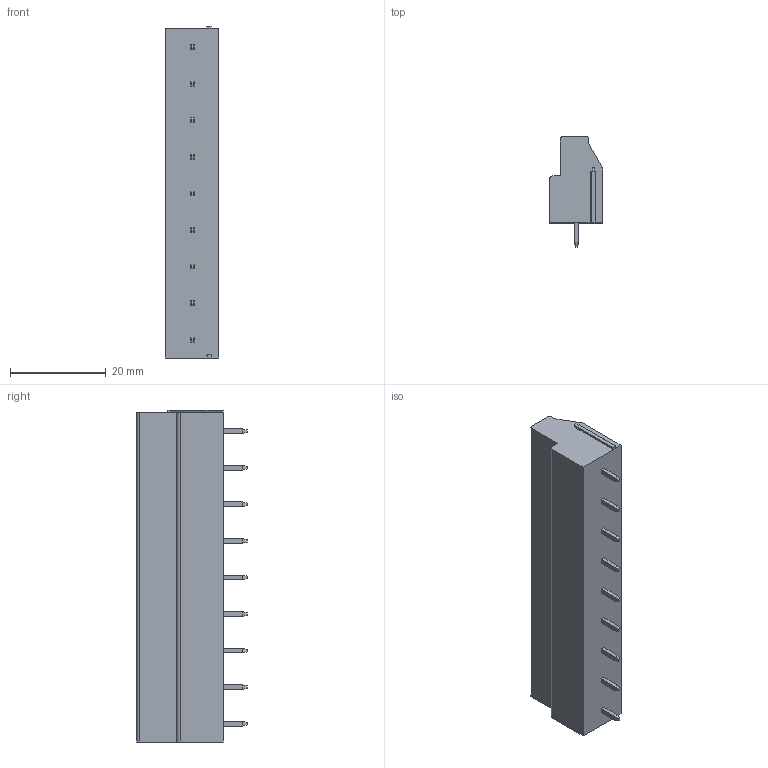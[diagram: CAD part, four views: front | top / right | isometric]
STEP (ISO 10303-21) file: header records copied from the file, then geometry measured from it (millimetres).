
FILE_DESCRIPTION((''),'2;1');
FILE_NAME('PRT0003','2024-10-21T',('sj'),(''),'PRO/ENGINEER BY PARAMETRIC TECHNOLOGY CORPORATION, 2013240','PRO/ENGINEER BY PARAMETRIC TECHNOLOGY CORPORATION, 2013240','');
FILE_SCHEMA(('AUTOMOTIVE_DESIGN_CC2 { 1 2 10303 214 -1 1 5 2 }'));
Length unit declared in the file: millimetre
Products named in the file (1): PRT0003
Bounding box: 11.2 x 23 x 69.18 mm (x, y, z)
Volume: 11341.4 mm3; surface area: 4757.6 mm2
Topology: 1 solids, 1 shells, 354 faces, 847 edges, 522 vertices
Faces by surface type: plane 238, cylinder 62, cone 36, torus 18
Entity records: 10119 total; most frequent: CARTESIAN_POINT 1831, DIRECTION 1715, ORIENTED_EDGE 1694, EDGE_CURVE 847, VECTOR 615, LINE 615, AXIS2_PLACEMENT_3D 550, VERTEX_POINT 522
